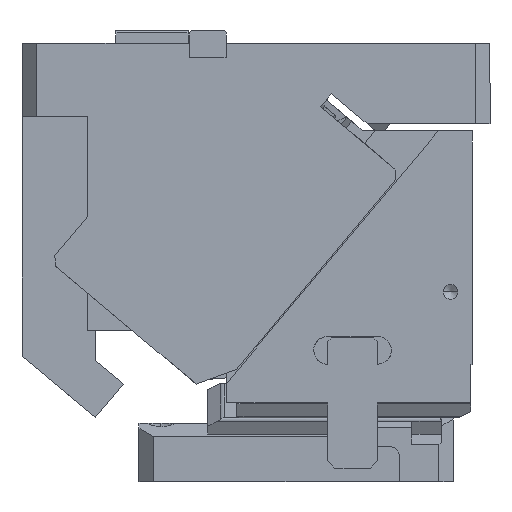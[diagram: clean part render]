
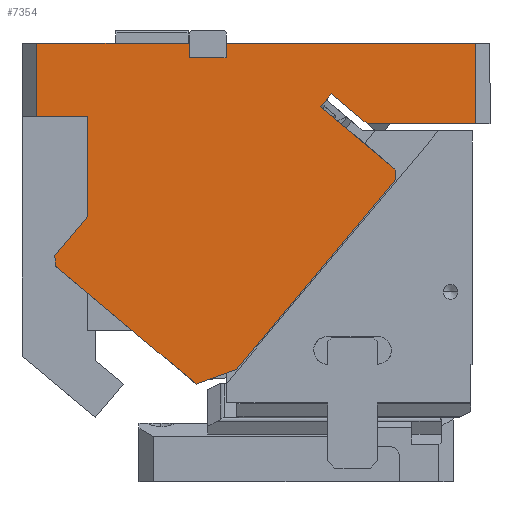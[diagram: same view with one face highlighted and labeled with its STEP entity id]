
A CAD part, front view. The second image highlights one B-rep face of the part: STEP entity #7354.
In plain terms, the highlighted planar face has unit normal (0, -1, 0).
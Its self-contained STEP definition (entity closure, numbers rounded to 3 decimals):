
#339=CARTESIAN_POINT('Vertex',(-310.,-110.,170.)) ;
#342=CARTESIAN_POINT('Line Origine',(-257.75,-110.,170.)) ;
#346=CARTESIAN_POINT('Vertex',(-205.5,-110.,170.)) ;
#636=CARTESIAN_POINT('Vertex',(-310.,-110.,120.)) ;
#639=CARTESIAN_POINT('Line Origine',(-310.,-110.,145.)) ;
#660=CARTESIAN_POINT('Vertex',(-275.,-110.,120.)) ;
#665=CARTESIAN_POINT('Line Origine',(-292.5,-110.,120.)) ;
#1896=CARTESIAN_POINT('Vertex',(-180.5,-110.,170.)) ;
#1899=CARTESIAN_POINT('Line Origine',(-95.25,-110.,170.)) ;
#1903=CARTESIAN_POINT('Vertex',(-10.,-110.,170.)) ;
#2172=CARTESIAN_POINT('Vertex',(-84.077,-110.,115.)) ;
#2175=CARTESIAN_POINT('Line Origine',(-96.227,-110.,125.195)) ;
#2179=CARTESIAN_POINT('Vertex',(-108.376,-110.,135.389)) ;
#3154=CARTESIAN_POINT('Vertex',(-10.,-110.,115.)) ;
#3157=CARTESIAN_POINT('Line Origine',(-10.,-110.,142.5)) ;
#4257=CARTESIAN_POINT('Vertex',(-297.608,-110.,24.607)) ;
#4271=CARTESIAN_POINT('Vertex',(-296.991,-110.,17.563)) ;
#4274=CARTESIAN_POINT('Line Origine',(-297.299,-110.,21.085)) ;
#4286=CARTESIAN_POINT('Line Origine',(-64.71,-110.,80.473)) ;
#4290=CARTESIAN_POINT('Vertex',(-64.401,-110.,76.951)) ;
#4292=CARTESIAN_POINT('Vertex',(-65.018,-110.,83.995)) ;
#4334=CARTESIAN_POINT('Line Origine',(-118.935,-110.,11.96)) ;
#4338=CARTESIAN_POINT('Vertex',(-173.469,-110.,-53.031)) ;
#6154=CARTESIAN_POINT('Vertex',(-115.768,-110.,126.58)) ;
#6157=CARTESIAN_POINT('Line Origine',(-90.393,-110.,105.288)) ;
#6184=CARTESIAN_POINT('Vertex',(-275.,-110.,51.549)) ;
#6187=CARTESIAN_POINT('Line Origine',(-286.304,-110.,38.078)) ;
#6208=CARTESIAN_POINT('Vertex',(-200.944,-110.,-63.031)) ;
#6211=CARTESIAN_POINT('Line Origine',(-248.968,-110.,-22.734)) ;
#6240=CARTESIAN_POINT('Line Origine',(-187.207,-110.,-58.031)) ;
#6265=CARTESIAN_POINT('Vertex',(-205.5,-110.,160.)) ;
#6268=CARTESIAN_POINT('Line Origine',(-193.,-110.,160.)) ;
#6272=CARTESIAN_POINT('Vertex',(-180.5,-110.,160.)) ;
#6727=CARTESIAN_POINT('Line Origine',(-112.072,-110.,130.985)) ;
#6806=CARTESIAN_POINT('Line Origine',(-180.5,-110.,165.)) ;
#7160=CARTESIAN_POINT('Line Origine',(-47.039,-110.,115.)) ;
#7299=CARTESIAN_POINT('Line Origine',(-275.,-110.,85.775)) ;
#7323=CARTESIAN_POINT('Axis2P3D Location',(0.,-110.,120.)) ;
#7328=CARTESIAN_POINT('Line Origine',(-205.5,-110.,165.)) ;
#343=DIRECTION('Vector Direction',(-1.,0.,0.)) ;
#640=DIRECTION('Vector Direction',(0.,0.,-1.)) ;
#666=DIRECTION('Vector Direction',(1.,0.,0.)) ;
#1900=DIRECTION('Vector Direction',(-1.,0.,0.)) ;
#2176=DIRECTION('Vector Direction',(0.766,0.,-0.643)) ;
#3158=DIRECTION('Vector Direction',(0.,0.,1.)) ;
#4275=DIRECTION('Vector Direction',(0.087,0.,-0.996)) ;
#4287=DIRECTION('Vector Direction',(-0.087,0.,0.996)) ;
#4335=DIRECTION('Vector Direction',(0.643,0.,0.766)) ;
#6158=DIRECTION('Vector Direction',(0.766,0.,-0.643)) ;
#6188=DIRECTION('Vector Direction',(0.643,0.,0.766)) ;
#6212=DIRECTION('Vector Direction',(-0.766,0.,0.643)) ;
#6241=DIRECTION('Vector Direction',(-0.94,0.,-0.342)) ;
#6269=DIRECTION('Vector Direction',(-1.,0.,0.)) ;
#6728=DIRECTION('Vector Direction',(-0.643,0.,-0.766)) ;
#6807=DIRECTION('Vector Direction',(0.,0.,-1.)) ;
#7161=DIRECTION('Vector Direction',(1.,0.,0.)) ;
#7300=DIRECTION('Vector Direction',(0.,0.,-1.)) ;
#7324=DIRECTION('Axis2P3D Direction',(0.,1.,0.)) ;
#7325=DIRECTION('Axis2P3D XDirection',(-1.,0.,0.)) ;
#7329=DIRECTION('Vector Direction',(0.,0.,1.)) ;
#7326=AXIS2_PLACEMENT_3D('Plane Axis2P3D',#7323,#7324,#7325) ;
#7334=ORIENTED_EDGE('',*,*,#4340,.T.) ;
#7335=ORIENTED_EDGE('',*,*,#4294,.T.) ;
#7336=ORIENTED_EDGE('',*,*,#6161,.F.) ;
#7337=ORIENTED_EDGE('',*,*,#6731,.F.) ;
#7338=ORIENTED_EDGE('',*,*,#2181,.T.) ;
#7339=ORIENTED_EDGE('',*,*,#7164,.T.) ;
#7340=ORIENTED_EDGE('',*,*,#3161,.T.) ;
#7341=ORIENTED_EDGE('',*,*,#1905,.T.) ;
#7342=ORIENTED_EDGE('',*,*,#6810,.T.) ;
#7343=ORIENTED_EDGE('',*,*,#6274,.T.) ;
#7344=ORIENTED_EDGE('',*,*,#7332,.T.) ;
#7345=ORIENTED_EDGE('',*,*,#348,.T.) ;
#7346=ORIENTED_EDGE('',*,*,#643,.T.) ;
#7347=ORIENTED_EDGE('',*,*,#669,.T.) ;
#7348=ORIENTED_EDGE('',*,*,#7303,.T.) ;
#7349=ORIENTED_EDGE('',*,*,#6191,.F.) ;
#7350=ORIENTED_EDGE('',*,*,#4278,.T.) ;
#7351=ORIENTED_EDGE('',*,*,#6215,.F.) ;
#7352=ORIENTED_EDGE('',*,*,#6244,.F.) ;
#344=VECTOR('Line Direction',#343,1.) ;
#641=VECTOR('Line Direction',#640,1.) ;
#667=VECTOR('Line Direction',#666,1.) ;
#1901=VECTOR('Line Direction',#1900,1.) ;
#2177=VECTOR('Line Direction',#2176,1.) ;
#3159=VECTOR('Line Direction',#3158,1.) ;
#4276=VECTOR('Line Direction',#4275,1.) ;
#4288=VECTOR('Line Direction',#4287,1.) ;
#4336=VECTOR('Line Direction',#4335,1.) ;
#6159=VECTOR('Line Direction',#6158,1.) ;
#6189=VECTOR('Line Direction',#6188,1.) ;
#6213=VECTOR('Line Direction',#6212,1.) ;
#6242=VECTOR('Line Direction',#6241,1.) ;
#6270=VECTOR('Line Direction',#6269,1.) ;
#6729=VECTOR('Line Direction',#6728,1.) ;
#6808=VECTOR('Line Direction',#6807,1.) ;
#7162=VECTOR('Line Direction',#7161,1.) ;
#7301=VECTOR('Line Direction',#7300,1.) ;
#7330=VECTOR('Line Direction',#7329,1.) ;
#7354=ADVANCED_FACE('CAM HOLDER',(#7353),#7327,.F.) ;
#348=EDGE_CURVE('',#347,#340,#345,.T.) ;
#643=EDGE_CURVE('',#340,#637,#642,.T.) ;
#669=EDGE_CURVE('',#637,#661,#668,.T.) ;
#1905=EDGE_CURVE('',#1904,#1897,#1902,.T.) ;
#2181=EDGE_CURVE('',#2180,#2173,#2178,.T.) ;
#3161=EDGE_CURVE('',#3155,#1904,#3160,.T.) ;
#4278=EDGE_CURVE('',#4258,#4272,#4277,.T.) ;
#4294=EDGE_CURVE('',#4291,#4293,#4289,.T.) ;
#4340=EDGE_CURVE('',#4339,#4291,#4337,.T.) ;
#6161=EDGE_CURVE('',#6155,#4293,#6160,.T.) ;
#6191=EDGE_CURVE('',#4258,#6185,#6190,.T.) ;
#6215=EDGE_CURVE('',#6209,#4272,#6214,.T.) ;
#6244=EDGE_CURVE('',#4339,#6209,#6243,.T.) ;
#6274=EDGE_CURVE('',#6273,#6266,#6271,.T.) ;
#6731=EDGE_CURVE('',#2180,#6155,#6730,.T.) ;
#6810=EDGE_CURVE('',#1897,#6273,#6809,.T.) ;
#7164=EDGE_CURVE('',#2173,#3155,#7163,.T.) ;
#7303=EDGE_CURVE('',#661,#6185,#7302,.T.) ;
#7332=EDGE_CURVE('',#6266,#347,#7331,.T.) ;
#7333=EDGE_LOOP('',(#7334,#7335,#7336,#7337,#7338,#7339,#7340,#7341,#7342,#7343,#7344,#7345,#7346,#7347,#7348,#7349,#7350,#7351,#7352)) ;
#7353=FACE_OUTER_BOUND('',#7333,.T.) ;
#345=LINE('Line',#342,#344) ;
#642=LINE('Line',#639,#641) ;
#668=LINE('Line',#665,#667) ;
#1902=LINE('Line',#1899,#1901) ;
#2178=LINE('Line',#2175,#2177) ;
#3160=LINE('Line',#3157,#3159) ;
#4277=LINE('Line',#4274,#4276) ;
#4289=LINE('Line',#4286,#4288) ;
#4337=LINE('Line',#4334,#4336) ;
#6160=LINE('Line',#6157,#6159) ;
#6190=LINE('Line',#6187,#6189) ;
#6214=LINE('Line',#6211,#6213) ;
#6243=LINE('Line',#6240,#6242) ;
#6271=LINE('Line',#6268,#6270) ;
#6730=LINE('Line',#6727,#6729) ;
#6809=LINE('Line',#6806,#6808) ;
#7163=LINE('Line',#7160,#7162) ;
#7302=LINE('Line',#7299,#7301) ;
#7331=LINE('Line',#7328,#7330) ;
#7327=PLANE('Plane',#7326) ;
#340=VERTEX_POINT('',#339) ;
#347=VERTEX_POINT('',#346) ;
#637=VERTEX_POINT('',#636) ;
#661=VERTEX_POINT('',#660) ;
#1897=VERTEX_POINT('',#1896) ;
#1904=VERTEX_POINT('',#1903) ;
#2173=VERTEX_POINT('',#2172) ;
#2180=VERTEX_POINT('',#2179) ;
#3155=VERTEX_POINT('',#3154) ;
#4258=VERTEX_POINT('',#4257) ;
#4272=VERTEX_POINT('',#4271) ;
#4291=VERTEX_POINT('',#4290) ;
#4293=VERTEX_POINT('',#4292) ;
#4339=VERTEX_POINT('',#4338) ;
#6155=VERTEX_POINT('',#6154) ;
#6185=VERTEX_POINT('',#6184) ;
#6209=VERTEX_POINT('',#6208) ;
#6266=VERTEX_POINT('',#6265) ;
#6273=VERTEX_POINT('',#6272) ;
